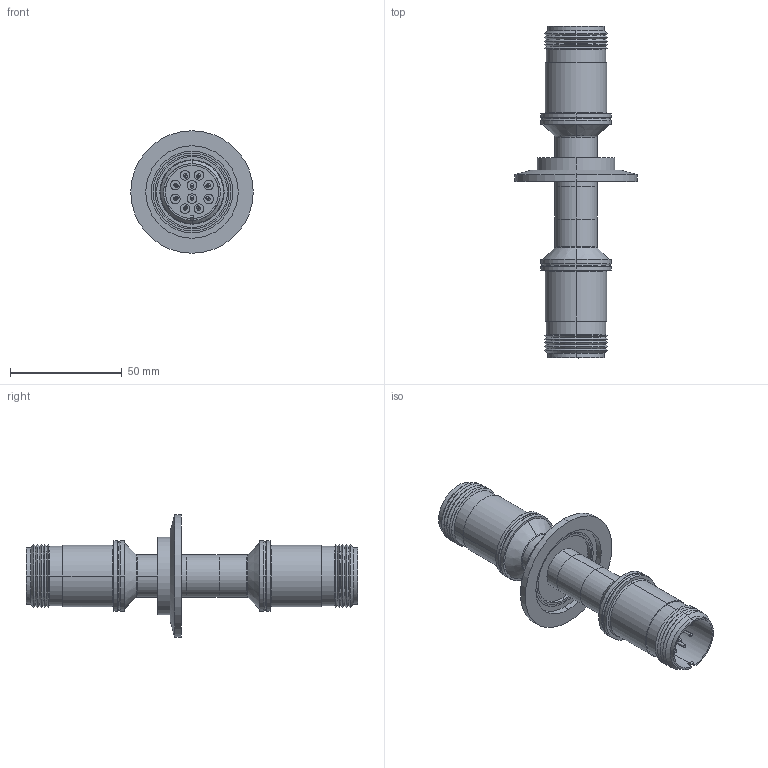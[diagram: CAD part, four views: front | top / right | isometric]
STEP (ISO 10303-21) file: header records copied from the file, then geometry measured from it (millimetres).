
FILE_DESCRIPTION (( 'STEP AP203' ), '1' );
FILE_NAME ('A8214-2-QF.STEP', '2016-03-15T13:21:38', ( '' ), ( '' ), 'SwSTEP 2.0', 'SolidWorks 2016', '' );
FILE_SCHEMA (( 'CONFIG_CONTROL_DESIGN' ));
Length unit declared in the file: inch
Products named in the file (1): A8214-2-QF
Bounding box: 54.89 x 148.72 x 54.89 mm (x, y, z)
Volume: 38535.1 mm3; surface area: 46190.6 mm2
Topology: 2 solids, 12 shells, 699 faces, 1752 edges, 1132 vertices
Faces by surface type: cylinder 366, plane 141, cone 112, torus 80
Entity records: 22708 total; most frequent: CARTESIAN_POINT 5425, DIRECTION 3866, ORIENTED_EDGE 3504, EDGE_CURVE 1752, AXIS2_PLACEMENT_3D 1656, VERTEX_POINT 1132, CIRCLE 956, EDGE_LOOP 870
